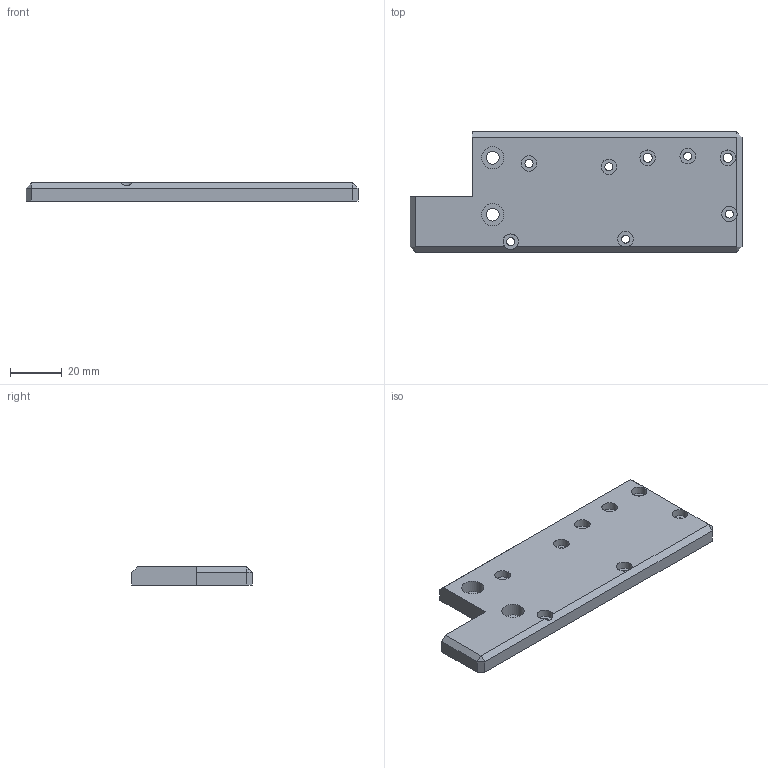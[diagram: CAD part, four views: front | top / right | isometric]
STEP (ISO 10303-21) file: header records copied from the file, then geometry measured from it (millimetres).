
FILE_DESCRIPTION(/* description */ ('STEP AP242','CAx-IF Rec.Pracs.---Representation and Presentation of Product Manufacturing Information (PMI)---4.0---2014-10-13','CAx-IF Rec.Pracs.---3D Tessellated Geometry---0.4---2014-09-14','2;1'),/* implementation_level */ '2;1');
FILE_NAME(/* name */ '688a35f17ce0f65ce403bb77',/* time_stamp */ '2025-07-30T15:10:42Z',/* author */ (''),/* organization */ (''),/* preprocessor_version */ 'ST-DEVELOPER v20',/* originating_system */ 'ONSHAPE BY PTC INC, 1.201',/* authorisation */ ' ');
FILE_SCHEMA (('AP242_MANAGED_MODEL_BASED_3D_ENGINEERING_MIM_LF { 1 0 10303 442 1 1 4 }'));
Length unit declared in the file: metre
Products named in the file (1): LCover
Bounding box: 128.5 x 46.5 x 7 mm (x, y, z)
Volume: 35403.9 mm3; surface area: 13703.5 mm2
Topology: 1 solids, 1 shells, 48 faces, 107 edges, 68 vertices
Faces by surface type: plane 28, cylinder 20
Full cylindrical faces by diameter (mm): 3.1 x6, 3.5 x2, 5 x2, 6 x8, 8.6 x2
Entity records: 1268 total; most frequent: DIRECTION 224, CARTESIAN_POINT 198, ORIENTED_EDGE 168, EDGE_LOOP 95, FACE_BOUND 95, AXIS2_PLACEMENT_3D 91, EDGE_CURVE 84, VERTEX_POINT 65
